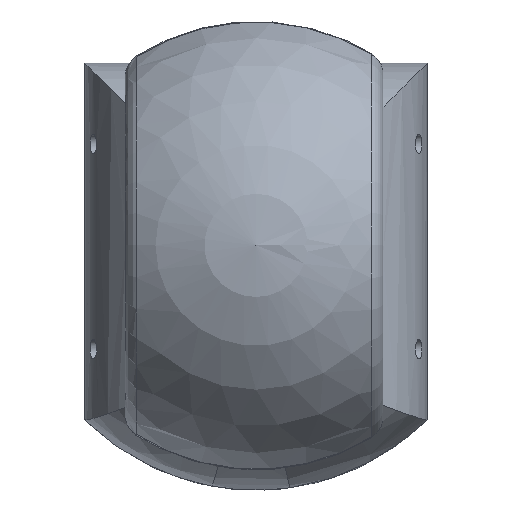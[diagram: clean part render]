
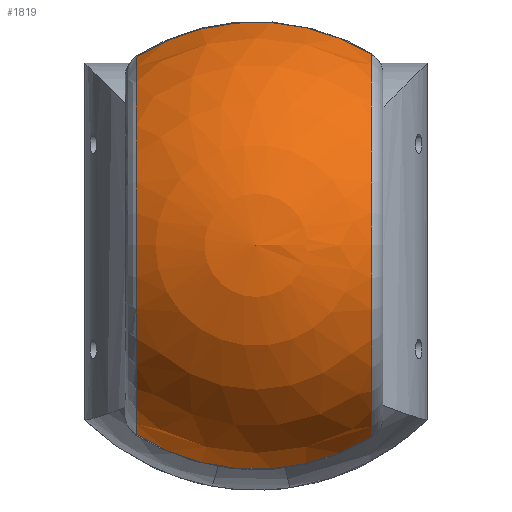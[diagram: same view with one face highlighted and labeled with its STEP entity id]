
A CAD part, top view. The second image highlights one B-rep face of the part: STEP entity #1819.
In plain terms, the highlighted spherical face has radius 30 mm.
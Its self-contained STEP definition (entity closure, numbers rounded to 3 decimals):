
#100=SPHERICAL_SURFACE('',#1970,30.);
#135=CIRCLE('',#1955,25.851);
#145=CIRCLE('',#1969,29.394);
#146=CIRCLE('',#1971,29.394);
#147=CIRCLE('',#1972,25.516);
#496=FACE_OUTER_BOUND('',#614,.T.);
#614=EDGE_LOOP('',(#1377,#1378,#1379,#1380));
#848=VERTEX_POINT('',#3469);
#850=VERTEX_POINT('',#3485);
#865=VERTEX_POINT('',#3798);
#866=VERTEX_POINT('',#3807);
#1041=EDGE_CURVE('',#850,#848,#135,.T.);
#1062=EDGE_CURVE('',#848,#865,#145,.T.);
#1064=EDGE_CURVE('',#866,#850,#146,.T.);
#1065=EDGE_CURVE('',#865,#866,#147,.T.);
#1377=ORIENTED_EDGE('',*,*,#1041,.F.);
#1378=ORIENTED_EDGE('',*,*,#1064,.F.);
#1379=ORIENTED_EDGE('',*,*,#1065,.F.);
#1380=ORIENTED_EDGE('',*,*,#1062,.F.);
#1819=ADVANCED_FACE('',(#496),#100,.T.);
#1955=AXIS2_PLACEMENT_3D('',#3487,#2258,#2259);
#1969=AXIS2_PLACEMENT_3D('',#3799,#2290,#2291);
#1970=AXIS2_PLACEMENT_3D('',#3806,#2292,#2293);
#1971=AXIS2_PLACEMENT_3D('',#3808,#2294,#2295);
#1972=AXIS2_PLACEMENT_3D('',#3809,#2296,#2297);
#2258=DIRECTION('center_axis',(1.,0.,0.));
#2259=DIRECTION('ref_axis',(0.,0.,1.));
#2290=DIRECTION('center_axis',(0.,0.,-1.));
#2291=DIRECTION('ref_axis',(-0.01,-1.,0.));
#2292=DIRECTION('center_axis',(0.,0.,1.));
#2293=DIRECTION('ref_axis',(1.,0.,0.));
#2294=DIRECTION('center_axis',(0.,0.,-1.));
#2295=DIRECTION('ref_axis',(-0.01,1.,0.));
#2296=DIRECTION('center_axis',(-1.,0.,0.));
#2297=DIRECTION('ref_axis',(0.,0.,1.));
#3469=CARTESIAN_POINT('',(15.222,-25.145,184.));
#3485=CARTESIAN_POINT('',(15.222,25.145,184.));
#3487=CARTESIAN_POINT('Origin',(15.222,0.,178.));
#3798=CARTESIAN_POINT('',(-15.778,-24.8,184.));
#3799=CARTESIAN_POINT('Origin',(0.,0.,184.));
#3806=CARTESIAN_POINT('Origin',(0.,0.,178.));
#3807=CARTESIAN_POINT('',(-15.778,24.8,184.));
#3808=CARTESIAN_POINT('Origin',(0.,0.,184.));
#3809=CARTESIAN_POINT('Origin',(-15.778,0.,
178.));
